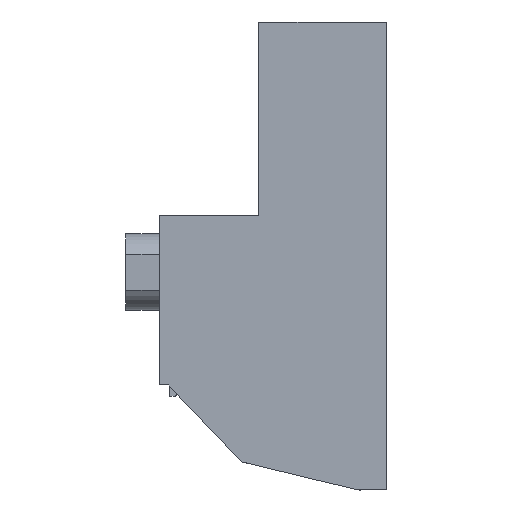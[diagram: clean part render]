
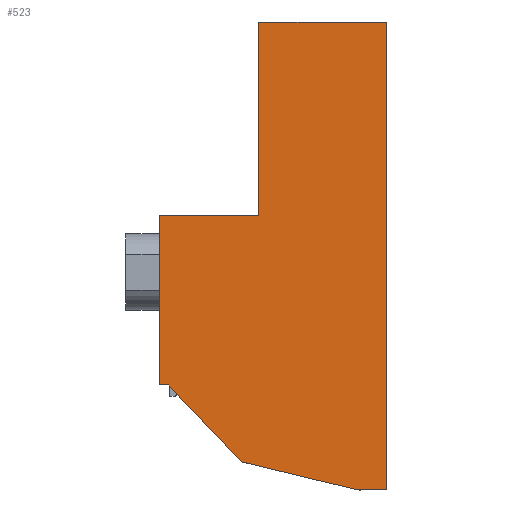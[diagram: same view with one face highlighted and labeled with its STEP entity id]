
A CAD part, left-side view. The second image highlights one B-rep face of the part: STEP entity #523.
In plain terms, the highlighted planar face has unit normal (-1, 0, 0).
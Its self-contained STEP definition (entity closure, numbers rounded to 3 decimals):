
#470=AXIS2_PLACEMENT_3D('Plane Axis2P3D',#467,#468,#469) ;
#180=CARTESIAN_POINT('Vertex',(0.,0.,0.)) ;
#183=CARTESIAN_POINT('Line Origine',(0.,1.25,0.)) ;
#187=CARTESIAN_POINT('Vertex',(0.,2.5,0.)) ;
#284=CARTESIAN_POINT('Line Origine',(0.,7.675,1.25)) ;
#288=CARTESIAN_POINT('Vertex',(0.,12.85,2.5)) ;
#408=CARTESIAN_POINT('Vertex',(0.,0.,41.45)) ;
#411=CARTESIAN_POINT('Line Origine',(0.,0.,20.725)) ;
#467=CARTESIAN_POINT('Axis2P3D Location',(0.,0.,41.45)) ;
#472=CARTESIAN_POINT('Line Origine',(0.,15.7,24.3)) ;
#476=CARTESIAN_POINT('Vertex',(0.,20.1,24.3)) ;
#478=CARTESIAN_POINT('Vertex',(0.,11.3,24.3)) ;
#481=CARTESIAN_POINT('Line Origine',(0.,20.1,16.8)) ;
#485=CARTESIAN_POINT('Vertex',(0.,20.1,9.3)) ;
#488=CARTESIAN_POINT('Line Origine',(0.,19.7,9.3)) ;
#492=CARTESIAN_POINT('Vertex',(0.,19.3,9.3)) ;
#495=CARTESIAN_POINT('Line Origine',(0.,16.075,5.9)) ;
#500=CARTESIAN_POINT('Line Origine',(0.,5.65,41.45)) ;
#504=CARTESIAN_POINT('Vertex',(0.,11.3,41.45)) ;
#507=CARTESIAN_POINT('Line Origine',(0.,11.3,32.875)) ;
#184=DIRECTION('Vector Direction',(0.,-1.,0.)) ;
#285=DIRECTION('Vector Direction',(0.,-0.972,-0.235)) ;
#412=DIRECTION('Vector Direction',(0.,0.,-1.)) ;
#468=DIRECTION('Axis2P3D Direction',(1.,0.,0.)) ;
#469=DIRECTION('Axis2P3D XDirection',(0.,0.,-1.)) ;
#473=DIRECTION('Vector Direction',(0.,-1.,0.)) ;
#482=DIRECTION('Vector Direction',(0.,0.,-1.)) ;
#489=DIRECTION('Vector Direction',(0.,-1.,0.)) ;
#496=DIRECTION('Vector Direction',(0.,-0.688,-0.726)) ;
#501=DIRECTION('Vector Direction',(0.,-1.,0.)) ;
#508=DIRECTION('Vector Direction',(0.,0.,-1.)) ;
#185=VECTOR('Line Direction',#184,1.) ;
#286=VECTOR('Line Direction',#285,1.) ;
#413=VECTOR('Line Direction',#412,1.) ;
#474=VECTOR('Line Direction',#473,1.) ;
#483=VECTOR('Line Direction',#482,1.) ;
#490=VECTOR('Line Direction',#489,1.) ;
#497=VECTOR('Line Direction',#496,1.) ;
#502=VECTOR('Line Direction',#501,1.) ;
#509=VECTOR('Line Direction',#508,1.) ;
#513=ORIENTED_EDGE('',*,*,#480,.F.) ;
#514=ORIENTED_EDGE('',*,*,#487,.F.) ;
#515=ORIENTED_EDGE('',*,*,#494,.F.) ;
#516=ORIENTED_EDGE('',*,*,#499,.F.) ;
#517=ORIENTED_EDGE('',*,*,#290,.F.) ;
#518=ORIENTED_EDGE('',*,*,#189,.F.) ;
#519=ORIENTED_EDGE('',*,*,#415,.F.) ;
#520=ORIENTED_EDGE('',*,*,#506,.F.) ;
#521=ORIENTED_EDGE('',*,*,#511,.T.) ;
#523=ADVANCED_FACE('HOUSING',(#522),#471,.F.) ;
#189=EDGE_CURVE('',#181,#188,#186,.F.) ;
#290=EDGE_CURVE('',#188,#289,#287,.F.) ;
#415=EDGE_CURVE('',#409,#181,#414,.T.) ;
#480=EDGE_CURVE('',#477,#479,#475,.T.) ;
#487=EDGE_CURVE('',#486,#477,#484,.F.) ;
#494=EDGE_CURVE('',#493,#486,#491,.F.) ;
#499=EDGE_CURVE('',#289,#493,#498,.F.) ;
#506=EDGE_CURVE('',#505,#409,#503,.T.) ;
#511=EDGE_CURVE('',#505,#479,#510,.T.) ;
#512=EDGE_LOOP('',(#513,#514,#515,#516,#517,#518,#519,#520,#521)) ;
#522=FACE_OUTER_BOUND('',#512,.T.) ;
#186=LINE('Line',#183,#185) ;
#287=LINE('Line',#284,#286) ;
#414=LINE('Line',#411,#413) ;
#475=LINE('Line',#472,#474) ;
#484=LINE('Line',#481,#483) ;
#491=LINE('Line',#488,#490) ;
#498=LINE('Line',#495,#497) ;
#503=LINE('Line',#500,#502) ;
#510=LINE('Line',#507,#509) ;
#471=PLANE('',#470) ;
#181=VERTEX_POINT('',#180) ;
#188=VERTEX_POINT('',#187) ;
#289=VERTEX_POINT('',#288) ;
#409=VERTEX_POINT('',#408) ;
#477=VERTEX_POINT('',#476) ;
#479=VERTEX_POINT('',#478) ;
#486=VERTEX_POINT('',#485) ;
#493=VERTEX_POINT('',#492) ;
#505=VERTEX_POINT('',#504) ;
